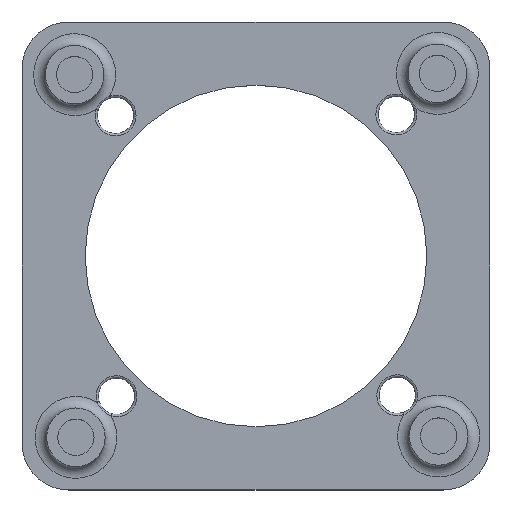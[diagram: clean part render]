
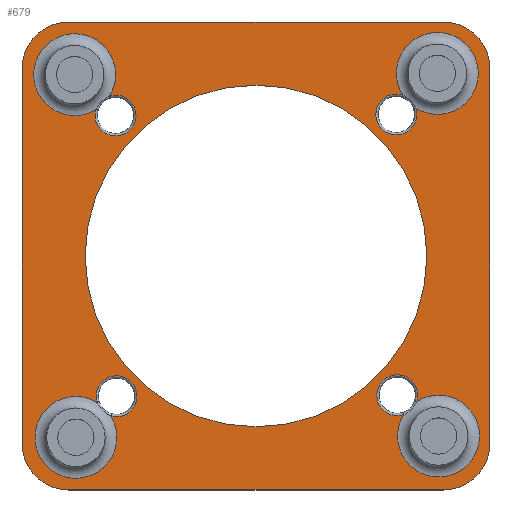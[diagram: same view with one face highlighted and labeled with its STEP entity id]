
A CAD part, top view. The second image highlights one B-rep face of the part: STEP entity #679.
In plain terms, the highlighted planar face has unit normal (0, 0, 1).
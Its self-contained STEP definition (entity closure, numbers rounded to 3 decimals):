
#52=FACE_BOUND('',#110,.T.);
#53=FACE_BOUND('',#111,.T.);
#54=FACE_BOUND('',#112,.T.);
#55=FACE_BOUND('',#113,.T.);
#56=FACE_BOUND('',#114,.T.);
#66=FACE_OUTER_BOUND('',#109,.T.);
#109=EDGE_LOOP('',(#459,#460,#461,#462,#463,#464,#465,#466));
#110=EDGE_LOOP('',(#467));
#111=EDGE_LOOP('',(#468,#469,#470));
#112=EDGE_LOOP('',(#471,#472,#473));
#113=EDGE_LOOP('',(#474,#475,#476));
#114=EDGE_LOOP('',(#477,#478,#479));
#166=LINE('',#1088,#195);
#167=LINE('',#1092,#196);
#168=LINE('',#1096,#197);
#169=LINE('',#1099,#198);
#195=VECTOR('',#847,10.);
#196=VECTOR('',#850,10.);
#197=VECTOR('',#853,10.);
#198=VECTOR('',#856,10.);
#224=CIRCLE('',#737,4.);
#225=CIRCLE('',#738,4.);
#226=CIRCLE('',#739,4.);
#227=CIRCLE('',#740,4.);
#228=CIRCLE('',#741,14.6);
#229=CIRCLE('',#742,1.75);
#230=CIRCLE('',#743,3.5);
#231=CIRCLE('',#744,3.5);
#232=CIRCLE('',#745,1.75);
#233=CIRCLE('',#746,3.5);
#234=CIRCLE('',#747,3.5);
#235=CIRCLE('',#748,1.75);
#236=CIRCLE('',#749,3.5);
#237=CIRCLE('',#750,3.5);
#238=CIRCLE('',#751,1.75);
#239=CIRCLE('',#752,3.5);
#240=CIRCLE('',#753,3.5);
#290=VERTEX_POINT('',#1084);
#291=VERTEX_POINT('',#1085);
#292=VERTEX_POINT('',#1087);
#293=VERTEX_POINT('',#1089);
#294=VERTEX_POINT('',#1091);
#295=VERTEX_POINT('',#1093);
#296=VERTEX_POINT('',#1095);
#297=VERTEX_POINT('',#1097);
#298=VERTEX_POINT('',#1100);
#299=VERTEX_POINT('',#1102);
#300=VERTEX_POINT('',#1103);
#301=VERTEX_POINT('',#1105);
#302=VERTEX_POINT('',#1108);
#303=VERTEX_POINT('',#1109);
#304=VERTEX_POINT('',#1111);
#305=VERTEX_POINT('',#1114);
#306=VERTEX_POINT('',#1115);
#307=VERTEX_POINT('',#1117);
#308=VERTEX_POINT('',#1120);
#309=VERTEX_POINT('',#1121);
#310=VERTEX_POINT('',#1123);
#356=EDGE_CURVE('',#290,#291,#224,.T.);
#357=EDGE_CURVE('',#291,#292,#166,.T.);
#358=EDGE_CURVE('',#292,#293,#225,.T.);
#359=EDGE_CURVE('',#293,#294,#167,.T.);
#360=EDGE_CURVE('',#294,#295,#226,.T.);
#361=EDGE_CURVE('',#295,#296,#168,.T.);
#362=EDGE_CURVE('',#296,#297,#227,.T.);
#363=EDGE_CURVE('',#297,#290,#169,.T.);
#364=EDGE_CURVE('',#298,#298,#228,.T.);
#365=EDGE_CURVE('',#299,#300,#229,.T.);
#366=EDGE_CURVE('',#301,#299,#230,.T.);
#367=EDGE_CURVE('',#300,#301,#231,.T.);
#368=EDGE_CURVE('',#302,#303,#232,.T.);
#369=EDGE_CURVE('',#304,#302,#233,.T.);
#370=EDGE_CURVE('',#303,#304,#234,.T.);
#371=EDGE_CURVE('',#305,#306,#235,.T.);
#372=EDGE_CURVE('',#307,#305,#236,.T.);
#373=EDGE_CURVE('',#306,#307,#237,.T.);
#374=EDGE_CURVE('',#308,#309,#238,.T.);
#375=EDGE_CURVE('',#310,#308,#239,.T.);
#376=EDGE_CURVE('',#309,#310,#240,.T.);
#459=ORIENTED_EDGE('',*,*,#356,.T.);
#460=ORIENTED_EDGE('',*,*,#357,.T.);
#461=ORIENTED_EDGE('',*,*,#358,.T.);
#462=ORIENTED_EDGE('',*,*,#359,.T.);
#463=ORIENTED_EDGE('',*,*,#360,.T.);
#464=ORIENTED_EDGE('',*,*,#361,.T.);
#465=ORIENTED_EDGE('',*,*,#362,.T.);
#466=ORIENTED_EDGE('',*,*,#363,.T.);
#467=ORIENTED_EDGE('',*,*,#364,.T.);
#468=ORIENTED_EDGE('',*,*,#365,.F.);
#469=ORIENTED_EDGE('',*,*,#366,.F.);
#470=ORIENTED_EDGE('',*,*,#367,.F.);
#471=ORIENTED_EDGE('',*,*,#368,.F.);
#472=ORIENTED_EDGE('',*,*,#369,.F.);
#473=ORIENTED_EDGE('',*,*,#370,.F.);
#474=ORIENTED_EDGE('',*,*,#371,.F.);
#475=ORIENTED_EDGE('',*,*,#372,.F.);
#476=ORIENTED_EDGE('',*,*,#373,.F.);
#477=ORIENTED_EDGE('',*,*,#374,.F.);
#478=ORIENTED_EDGE('',*,*,#375,.F.);
#479=ORIENTED_EDGE('',*,*,#376,.F.);
#665=PLANE('',#736);
#679=ADVANCED_FACE('',(#66,#52,#53,#54,#55,#56),#665,.T.);
#736=AXIS2_PLACEMENT_3D('',#1083,#843,#844);
#737=AXIS2_PLACEMENT_3D('',#1086,#845,#846);
#738=AXIS2_PLACEMENT_3D('',#1090,#848,#849);
#739=AXIS2_PLACEMENT_3D('',#1094,#851,#852);
#740=AXIS2_PLACEMENT_3D('',#1098,#854,#855);
#741=AXIS2_PLACEMENT_3D('',#1101,#857,#858);
#742=AXIS2_PLACEMENT_3D('',#1104,#859,#860);
#743=AXIS2_PLACEMENT_3D('',#1106,#861,#862);
#744=AXIS2_PLACEMENT_3D('',#1107,#863,#864);
#745=AXIS2_PLACEMENT_3D('',#1110,#865,#866);
#746=AXIS2_PLACEMENT_3D('',#1112,#867,#868);
#747=AXIS2_PLACEMENT_3D('',#1113,#869,#870);
#748=AXIS2_PLACEMENT_3D('',#1116,#871,#872);
#749=AXIS2_PLACEMENT_3D('',#1118,#873,#874);
#750=AXIS2_PLACEMENT_3D('',#1119,#875,#876);
#751=AXIS2_PLACEMENT_3D('',#1122,#877,#878);
#752=AXIS2_PLACEMENT_3D('',#1124,#879,#880);
#753=AXIS2_PLACEMENT_3D('',#1125,#881,#882);
#843=DIRECTION('center_axis',(0.,0.,1.));
#844=DIRECTION('ref_axis',(1.,0.,0.));
#845=DIRECTION('center_axis',(0.,0.,1.));
#846=DIRECTION('ref_axis',(0.,1.,0.));
#847=DIRECTION('',(0.,-1.,0.));
#848=DIRECTION('center_axis',(0.,0.,1.));
#849=DIRECTION('ref_axis',(-1.,0.,0.));
#850=DIRECTION('',(1.,0.,0.));
#851=DIRECTION('center_axis',(0.,0.,1.));
#852=DIRECTION('ref_axis',(0.,-1.,0.));
#853=DIRECTION('',(0.,1.,0.));
#854=DIRECTION('center_axis',(0.,0.,1.));
#855=DIRECTION('ref_axis',(1.,0.,0.));
#856=DIRECTION('',(-1.,0.,0.));
#857=DIRECTION('center_axis',(0.,0.,-1.));
#858=DIRECTION('ref_axis',(1.,0.,0.));
#859=DIRECTION('center_axis',(0.,0.,1.));
#860=DIRECTION('ref_axis',(0.708,-0.707,0.));
#861=DIRECTION('center_axis',(0.,0.,1.));
#862=DIRECTION('ref_axis',(1.,0.,0.));
#863=DIRECTION('center_axis',(0.,0.,1.));
#864=DIRECTION('ref_axis',(1.,0.,0.));
#865=DIRECTION('center_axis',(0.,0.,1.));
#866=DIRECTION('ref_axis',(-0.706,-0.708,0.));
#867=DIRECTION('center_axis',(0.,0.,1.));
#868=DIRECTION('ref_axis',(1.,0.,0.));
#869=DIRECTION('center_axis',(0.,0.,1.));
#870=DIRECTION('ref_axis',(1.,0.,0.));
#871=DIRECTION('center_axis',(0.,0.,1.));
#872=DIRECTION('ref_axis',(-0.711,0.703,0.));
#873=DIRECTION('center_axis',(0.,0.,1.));
#874=DIRECTION('ref_axis',(1.,0.,0.));
#875=DIRECTION('center_axis',(0.,0.,1.));
#876=DIRECTION('ref_axis',(1.,0.,0.));
#877=DIRECTION('center_axis',(0.,0.,1.));
#878=DIRECTION('ref_axis',(0.703,0.711,0.));
#879=DIRECTION('center_axis',(0.,0.,1.));
#880=DIRECTION('ref_axis',(1.,0.,0.));
#881=DIRECTION('center_axis',(0.,0.,1.));
#882=DIRECTION('ref_axis',(1.,0.,0.));
#1083=CARTESIAN_POINT('Origin',(-11.587,19.617,1.));
#1084=CARTESIAN_POINT('',(-27.587,39.617,1.));
#1085=CARTESIAN_POINT('',(-31.587,35.617,1.));
#1086=CARTESIAN_POINT('Origin',(-27.587,35.617,1.));
#1087=CARTESIAN_POINT('',(-31.587,3.617,1.));
#1088=CARTESIAN_POINT('',(-31.587,3.617,1.));
#1089=CARTESIAN_POINT('',(-27.587,-0.383,1.));
#1090=CARTESIAN_POINT('Origin',(-27.587,3.617,1.));
#1091=CARTESIAN_POINT('',(4.413,-0.383,1.));
#1092=CARTESIAN_POINT('',(4.413,-0.383,1.));
#1093=CARTESIAN_POINT('',(8.413,3.617,1.));
#1094=CARTESIAN_POINT('Origin',(4.413,3.617,1.));
#1095=CARTESIAN_POINT('',(8.413,35.617,1.));
#1096=CARTESIAN_POINT('',(8.413,35.617,1.));
#1097=CARTESIAN_POINT('',(4.413,39.617,1.));
#1098=CARTESIAN_POINT('Origin',(4.413,35.617,1.));
#1099=CARTESIAN_POINT('',(-27.587,39.617,1.));
#1100=CARTESIAN_POINT('',(-26.187,19.617,1.));
#1101=CARTESIAN_POINT('Origin',(-11.587,19.617,1.));
#1102=CARTESIAN_POINT('',(-25.271,32.125,1.));
#1103=CARTESIAN_POINT('',(-24.092,33.306,1.));
#1104=CARTESIAN_POINT('Origin',(-23.593,31.629,1.));
#1105=CARTESIAN_POINT('',(-23.587,35.117,1.));
#1106=CARTESIAN_POINT('Origin',(-27.087,35.117,1.));
#1107=CARTESIAN_POINT('Origin',(-27.087,35.117,1.));
#1108=CARTESIAN_POINT('',(0.939,33.38,1.));
#1109=CARTESIAN_POINT('',(2.073,32.248,1.));
#1110=CARTESIAN_POINT('Origin',(0.407,31.713,1.));
#1111=CARTESIAN_POINT('',(7.413,35.225,1.));
#1112=CARTESIAN_POINT('Origin',(3.913,35.225,1.));
#1113=CARTESIAN_POINT('Origin',(3.913,35.225,1.));
#1114=CARTESIAN_POINT('',(2.16,7.19,1.));
#1115=CARTESIAN_POINT('',(1.034,6.05,1.));
#1116=CARTESIAN_POINT('Origin',(0.49,7.713,1.));
#1117=CARTESIAN_POINT('',(7.521,4.225,1.));
#1118=CARTESIAN_POINT('Origin',(4.021,4.225,1.));
#1119=CARTESIAN_POINT('Origin',(4.021,4.225,1.));
#1120=CARTESIAN_POINT('',(-23.996,5.949,1.));
#1121=CARTESIAN_POINT('',(-25.184,7.122,1.));
#1122=CARTESIAN_POINT('Origin',(-23.51,7.63,1.));
#1123=CARTESIAN_POINT('',(-23.479,4.117,1.));
#1124=CARTESIAN_POINT('Origin',(-26.979,4.117,1.));
#1125=CARTESIAN_POINT('Origin',(-26.979,4.117,1.));
